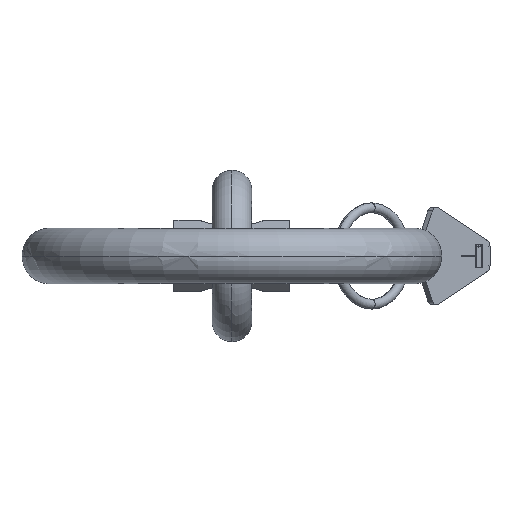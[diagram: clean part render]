
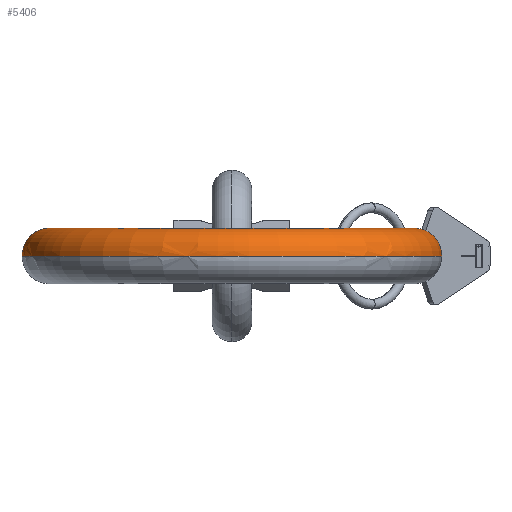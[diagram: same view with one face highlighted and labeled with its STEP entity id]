
A CAD part, left-side view. The second image highlights one B-rep face of the part: STEP entity #5406.
In plain terms, the highlighted toroidal (fillet/blend) face has major radius 147.5 mm and minor radius 22.5 mm.
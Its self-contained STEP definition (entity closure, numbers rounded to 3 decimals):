
#122=CARTESIAN_POINT('',(125.,-147.5,0.));
#123=DIRECTION('',(-1.,0.,0.));
#124=DIRECTION('',(0.,-1.,0.));
#125=AXIS2_PLACEMENT_3D('',#122,#123,#124);
#127=CARTESIAN_POINT('',(125.,-170.,0.));
#128=CARTESIAN_POINT('',(121.576,-170.,0.));
#129=CARTESIAN_POINT('',(114.729,-169.793,0.));
#130=CARTESIAN_POINT('',(104.496,-168.863,0.));
#131=CARTESIAN_POINT('',(94.338,-167.317,0.));
#132=CARTESIAN_POINT('',(84.292,-165.161,0.));
#133=CARTESIAN_POINT('',(74.394,-162.401,0.));
#134=CARTESIAN_POINT('',(64.68,-159.049,0.));
#135=CARTESIAN_POINT('',(55.187,-155.117,0.));
#136=CARTESIAN_POINT('',(45.949,-150.619,0.));
#137=CARTESIAN_POINT('',(36.999,-145.571,0.));
#138=CARTESIAN_POINT('',(28.37,-139.992,0.));
#139=CARTESIAN_POINT('',(20.094,-133.903,0.));
#140=CARTESIAN_POINT('',(12.201,-127.324,0.));
#141=CARTESIAN_POINT('',(4.719,-120.281,0.));
#142=CARTESIAN_POINT('',(-2.324,-112.799,0.));
#143=CARTESIAN_POINT('',(-8.903,-104.906,0.));
#144=CARTESIAN_POINT('',(-14.992,-96.63,0.));
#145=CARTESIAN_POINT('',(-20.571,-88.001,0.));
#146=CARTESIAN_POINT('',(-25.619,-79.051,0.));
#147=CARTESIAN_POINT('',(-30.117,-69.813,0.));
#148=CARTESIAN_POINT('',(-34.049,-60.32,0.));
#149=CARTESIAN_POINT('',(-37.401,-50.606,0.));
#150=CARTESIAN_POINT('',(-40.161,-40.708,0.));
#151=CARTESIAN_POINT('',(-42.317,-30.662,0.));
#152=CARTESIAN_POINT('',(-43.863,-20.504,0.));
#153=CARTESIAN_POINT('',(-44.793,-10.271,0.));
#154=CARTESIAN_POINT('',(-45.103,0.,0.));
#155=CARTESIAN_POINT('',(-44.793,10.271,0.));
#156=CARTESIAN_POINT('',(-43.863,20.504,0.));
#157=CARTESIAN_POINT('',(-42.317,30.662,0.));
#158=CARTESIAN_POINT('',(-40.161,40.708,0.));
#159=CARTESIAN_POINT('',(-37.401,50.606,0.));
#160=CARTESIAN_POINT('',(-34.049,60.32,0.));
#161=CARTESIAN_POINT('',(-30.117,69.813,0.));
#162=CARTESIAN_POINT('',(-25.619,79.051,0.));
#163=CARTESIAN_POINT('',(-20.571,88.001,0.));
#164=CARTESIAN_POINT('',(-14.992,96.63,0.));
#165=CARTESIAN_POINT('',(-8.903,104.906,0.));
#166=CARTESIAN_POINT('',(-2.324,112.799,0.));
#167=CARTESIAN_POINT('',(4.719,120.281,0.));
#168=CARTESIAN_POINT('',(12.201,127.324,0.));
#169=CARTESIAN_POINT('',(20.094,133.903,0.));
#170=CARTESIAN_POINT('',(28.37,139.992,0.));
#171=CARTESIAN_POINT('',(36.999,145.571,0.));
#172=CARTESIAN_POINT('',(45.949,150.619,0.));
#173=CARTESIAN_POINT('',(55.187,155.117,0.));
#174=CARTESIAN_POINT('',(64.68,159.049,0.));
#175=CARTESIAN_POINT('',(74.394,162.401,0.));
#176=CARTESIAN_POINT('',(84.292,165.161,0.));
#177=CARTESIAN_POINT('',(94.338,167.317,0.));
#178=CARTESIAN_POINT('',(104.496,168.863,0.));
#179=CARTESIAN_POINT('',(114.729,169.793,0.));
#180=CARTESIAN_POINT('',(121.576,170.,0.));
#181=CARTESIAN_POINT('',(125.,170.,0.));
#183=CARTESIAN_POINT('',(125.,147.5,0.));
#184=DIRECTION('',(1.,0.,0.));
#185=DIRECTION('',(0.,1.,0.));
#186=AXIS2_PLACEMENT_3D('',#183,#184,#185);
#3856=CARTESIAN_POINT('',(125.,-125.,0.));
#3857=CARTESIAN_POINT('',(122.273,-125.,0.));
#3858=CARTESIAN_POINT('',(116.819,-124.821,0.));
#3859=CARTESIAN_POINT('',(108.673,-124.019,0.));
#3860=CARTESIAN_POINT('',(100.596,-122.686,0.));
#3861=CARTESIAN_POINT('',(92.625,-120.827,0.));
#3862=CARTESIAN_POINT('',(84.791,-118.451,0.));
#3863=CARTESIAN_POINT('',(77.13,-115.567,0.));
#3864=CARTESIAN_POINT('',(69.674,-112.189,0.));
#3865=CARTESIAN_POINT('',(62.455,-108.33,0.));
#3866=CARTESIAN_POINT('',(55.504,-104.008,0.));
#3867=CARTESIAN_POINT('',(48.85,-99.24,0.));
#3868=CARTESIAN_POINT('',(42.523,-94.047,0.));
#3869=CARTESIAN_POINT('',(36.549,-88.451,0.));
#3870=CARTESIAN_POINT('',(30.953,-82.477,0.));
#3871=CARTESIAN_POINT('',(25.76,-76.15,0.));
#3872=CARTESIAN_POINT('',(20.992,-69.496,0.));
#3873=CARTESIAN_POINT('',(16.67,-62.545,0.));
#3874=CARTESIAN_POINT('',(12.811,-55.326,0.));
#3875=CARTESIAN_POINT('',(9.433,-47.87,0.));
#3876=CARTESIAN_POINT('',(6.549,-40.209,0.));
#3877=CARTESIAN_POINT('',(4.173,-32.375,0.));
#3878=CARTESIAN_POINT('',(2.314,-24.404,0.));
#3879=CARTESIAN_POINT('',(0.981,-16.327,0.));
#3880=CARTESIAN_POINT('',(0.179,-8.181,0.));
#3881=CARTESIAN_POINT('',(-0.089,0.,0.));
#3882=CARTESIAN_POINT('',(0.179,8.181,0.));
#3883=CARTESIAN_POINT('',(0.981,16.327,0.));
#3884=CARTESIAN_POINT('',(2.314,24.404,0.));
#3885=CARTESIAN_POINT('',(4.173,32.375,0.));
#3886=CARTESIAN_POINT('',(6.549,40.209,0.));
#3887=CARTESIAN_POINT('',(9.433,47.87,0.));
#3888=CARTESIAN_POINT('',(12.811,55.326,0.));
#3889=CARTESIAN_POINT('',(16.67,62.545,0.));
#3890=CARTESIAN_POINT('',(20.992,69.496,0.));
#3891=CARTESIAN_POINT('',(25.76,76.15,0.));
#3892=CARTESIAN_POINT('',(30.953,82.477,0.));
#3893=CARTESIAN_POINT('',(36.549,88.451,0.));
#3894=CARTESIAN_POINT('',(42.523,94.047,0.));
#3895=CARTESIAN_POINT('',(48.85,99.24,0.));
#3896=CARTESIAN_POINT('',(55.504,104.008,0.));
#3897=CARTESIAN_POINT('',(62.455,108.33,0.));
#3898=CARTESIAN_POINT('',(69.674,112.189,0.));
#3899=CARTESIAN_POINT('',(77.13,115.567,0.));
#3900=CARTESIAN_POINT('',(84.791,118.451,0.));
#3901=CARTESIAN_POINT('',(92.625,120.827,0.));
#3902=CARTESIAN_POINT('',(100.596,122.686,0.));
#3903=CARTESIAN_POINT('',(108.673,124.019,0.));
#3904=CARTESIAN_POINT('',(116.819,124.821,0.));
#3905=CARTESIAN_POINT('',(122.273,125.,0.));
#3906=CARTESIAN_POINT('',(125.,125.,0.));
#3922=CARTESIAN_POINT('',(125.,170.,0.));
#3923=CARTESIAN_POINT('',(125.,125.,0.));
#3924=VERTEX_POINT('',#3922);
#3925=VERTEX_POINT('',#3923);
#3934=CARTESIAN_POINT('',(125.,-170.,0.));
#3935=CARTESIAN_POINT('',(125.,-125.,0.));
#3936=VERTEX_POINT('',#3934);
#3937=VERTEX_POINT('',#3935);
#5392=CARTESIAN_POINT('',(125.,0.,0.));
#5393=DIRECTION('',(0.,0.,-1.));
#5394=DIRECTION('',(0.,1.,0.));
#5395=AXIS2_PLACEMENT_3D('',#5392,#5393,#5394);
#5396=TOROIDAL_SURFACE('',#5395,147.5,22.5);
#5398=ORIENTED_EDGE('',*,*,#5397,.F.);
#5400=ORIENTED_EDGE('',*,*,#5399,.T.);
#5401=ORIENTED_EDGE('',*,*,#4869,.T.);
#5403=ORIENTED_EDGE('',*,*,#5402,.F.);
#5404=EDGE_LOOP('',(#5398,#5400,#5401,#5403));
#5405=FACE_OUTER_BOUND('',#5404,.F.);
#5406=ADVANCED_FACE('',(#5405),#5396,.T.);
#126=CIRCLE('',#125,22.5);
#182=B_SPLINE_CURVE_WITH_KNOTS('',3,(#127,#128,#129,#130,#131,#132,#133,#134,
#135,#136,#137,#138,#139,#140,#141,#142,#143,#144,#145,#146,#147,#148,#149,#150,
#151,#152,#153,#154,#155,#156,#157,#158,#159,#160,#161,#162,#163,#164,#165,#166,
#167,#168,#169,#170,#171,#172,#173,#174,#175,#176,#177,#178,#179,#180,#181),
.UNSPECIFIED.,.F.,.F.,(4,1,1,1,1,1,1,1,1,1,1,1,1,1,1,1,1,1,1,1,1,1,1,1,1,1,1,1,
1,1,1,1,1,1,1,1,1,1,1,1,1,1,1,1,1,1,1,1,1,1,1,1,4),(0.,0.019,
0.038,0.058,0.077,0.096,
0.115,0.135,0.154,0.173,
0.192,0.212,0.231,0.25,0.269,
0.288,0.308,0.327,0.346,
0.365,0.385,0.404,0.423,
0.442,0.462,0.481,0.5,0.519,
0.538,0.558,0.577,0.596,
0.615,0.635,0.654,0.673,
0.692,0.712,0.731,0.75,0.769,
0.788,0.808,0.827,0.846,
0.865,0.885,0.904,0.923,
0.942,0.962,0.981,1.),.UNSPECIFIED.);
#187=CIRCLE('',#186,22.5);
#3907=B_SPLINE_CURVE_WITH_KNOTS('',3,(#3856,#3857,#3858,#3859,#3860,#3861,#3862,
#3863,#3864,#3865,#3866,#3867,#3868,#3869,#3870,#3871,#3872,#3873,#3874,#3875,
#3876,#3877,#3878,#3879,#3880,#3881,#3882,#3883,#3884,#3885,#3886,#3887,#3888,
#3889,#3890,#3891,#3892,#3893,#3894,#3895,#3896,#3897,#3898,#3899,#3900,#3901,
#3902,#3903,#3904,#3905,#3906),.UNSPECIFIED.,.F.,.F.,(4,1,1,1,1,1,1,1,1,1,1,1,1,
1,1,1,1,1,1,1,1,1,1,1,1,1,1,1,1,1,1,1,1,1,1,1,1,1,1,1,1,1,1,1,1,1,1,1,4),(0.,
0.021,0.042,0.063,0.083,0.104,
0.125,0.146,0.167,0.188,0.208,
0.229,0.25,0.271,0.292,0.313,
0.333,0.354,0.375,0.396,0.417,
0.438,0.458,0.479,0.5,0.521,
0.542,0.563,0.583,0.604,0.625,
0.646,0.667,0.688,0.708,
0.729,0.75,0.771,0.792,0.813,
0.833,0.854,0.875,0.896,0.917,
0.938,0.958,0.979,1.),.UNSPECIFIED.);
#4869=EDGE_CURVE('',#3924,#3925,#187,.T.);
#5397=EDGE_CURVE('',#3936,#3937,#126,.T.);
#5399=EDGE_CURVE('',#3936,#3924,#182,.T.);
#5402=EDGE_CURVE('',#3937,#3925,#3907,.T.);
